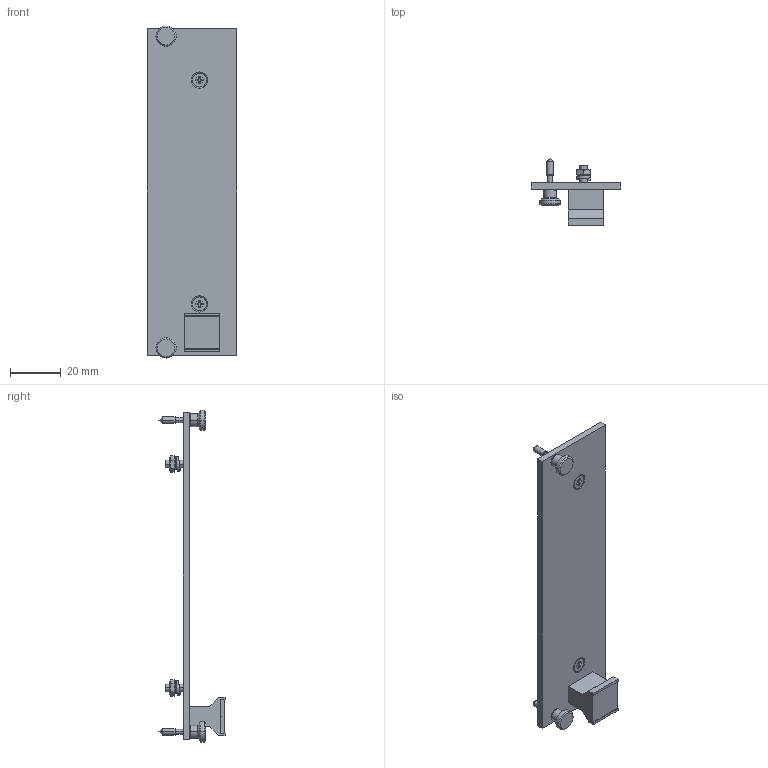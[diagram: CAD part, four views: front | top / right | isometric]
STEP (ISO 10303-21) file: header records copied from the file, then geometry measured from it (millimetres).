
FILE_DESCRIPTION(('FreeCAD Model'),'2;1');
FILE_NAME('Open CASCADE Shape Model','2022-11-29T10:04:09',('Author'),( ''),'Open CASCADE STEP processor 7.5','FreeCAD','Unknown');
FILE_SCHEMA(('AUTOMOTIVE_DESIGN { 1 0 10303 214 1 1 1 1 }'));
Length unit declared in the file: millimetre
Products named in the file (17): front_panel; handle_3hp; SOLID; SOLID001; screw_m2.5x8; nut_square_m2.5; screws_m3x8; screw_m3x8; washers_m3; washer_m3; muts_m3; nut_m3; washers_nylon_2.5; washer_nylon_2.5; collar_screws_m2.5x12.3; collar_screw_m2.5x12.3; front_panel_7hp
Assembly tree (21 placements, depth 3):
  front_panel
    handle_3hp
      SOLID
      SOLID001
    screw_m2.5x8
    nut_square_m2.5
    screws_m3x8
      screw_m3x8  x2
    washers_m3
      washer_m3  x2
    muts_m3
      nut_m3  x2
    washers_nylon_2.5
      washer_nylon_2.5  x2
    collar_screws_m2.5x12.3
      collar_screw_m2.5x12.3  x2
    front_panel_7hp
Bounding box: 35.2 x 25.95 x 130.5 mm (x, y, z)
Volume: 13321.3 mm3; surface area: 13174.8 mm2
Topology: 15 solids, 15 shells, 548 faces, 1414 edges, 925 vertices
Faces by surface type: bspline 236, plane 196, cone 55, cylinder 55, torus 6
Full cylindrical faces by diameter (mm): 2.5 x4, 2.7 x1, 3 x2, 3.2 x2, 4.9 x2
Entity records: 41134 total; most frequent: CARTESIAN_POINT 19295, DIRECTION 2974, ORIENTED_EDGE 2404, PCURVE 2404, DEFINITIONAL_REPRESENTATION 2404, LINE 2116, VECTOR 2116, B_SPLINE_CURVE_WITH_KNOTS 1283
